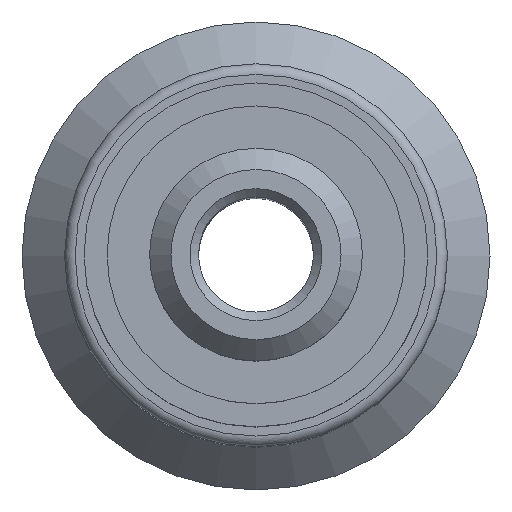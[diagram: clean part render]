
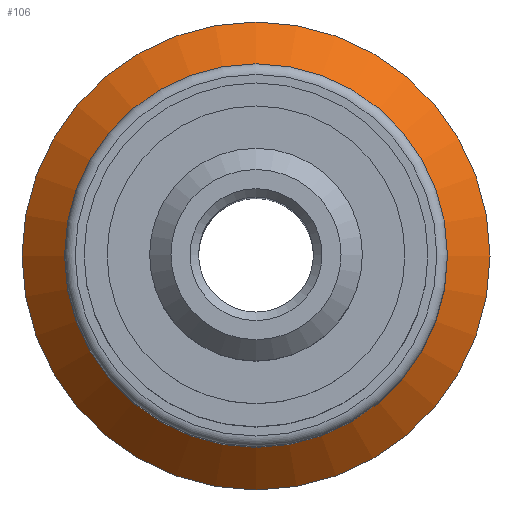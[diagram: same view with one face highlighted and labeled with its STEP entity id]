
A CAD part, top view. The second image highlights one B-rep face of the part: STEP entity #106.
In plain terms, the highlighted conical face has half-angle 45 degrees and reference radius 5.5 mm.
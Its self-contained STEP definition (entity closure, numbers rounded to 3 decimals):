
#106=ADVANCED_FACE('',(#364,#365),#378,.T.);
#350=EDGE_CURVE('',#356,#356,#351,.T.);
#351=CIRCLE('',#352,5.5);
#352=AXIS2_PLACEMENT_3D('',#353,#354,#355);
#353=CARTESIAN_POINT('',(0.,0.,0.3));
#354=DIRECTION('',(0.,0.,1.));
#355=DIRECTION('',(1.,0.,0.));
#356=VERTEX_POINT('',#357);
#357=CARTESIAN_POINT('',(5.5,0.,
   0.3));
#364=FACE_OUTER_BOUND('',#366,.T.);
#365=FACE_BOUND('',#367,.T.);
#366=EDGE_LOOP('',(#368));
#367=EDGE_LOOP('',(#377));
#368=ORIENTED_EDGE('',*,*,#369,.F.);
#369=EDGE_CURVE('',#375,#375,#370,.T.);
#370=CIRCLE('',#371,4.5);
#371=AXIS2_PLACEMENT_3D('',#372,#373,#374);
#372=CARTESIAN_POINT('',(0.,0.,1.3));
#373=DIRECTION('',(0.,0.,1.));
#374=DIRECTION('',(1.,0.,0.));
#375=VERTEX_POINT('',#376);
#376=CARTESIAN_POINT('',(4.5,0.,
   1.3));
#377=ORIENTED_EDGE('',*,*,#350,.T.);
#378=CONICAL_SURFACE('',#379,5.5,0.785
   );
#379=AXIS2_PLACEMENT_3D('',#380,#381,#382);
#380=CARTESIAN_POINT('',(0.,0.,0.3));
#381=DIRECTION('',(0.,0.,-1.));
#382=DIRECTION('',(-1.,0.,0.));
